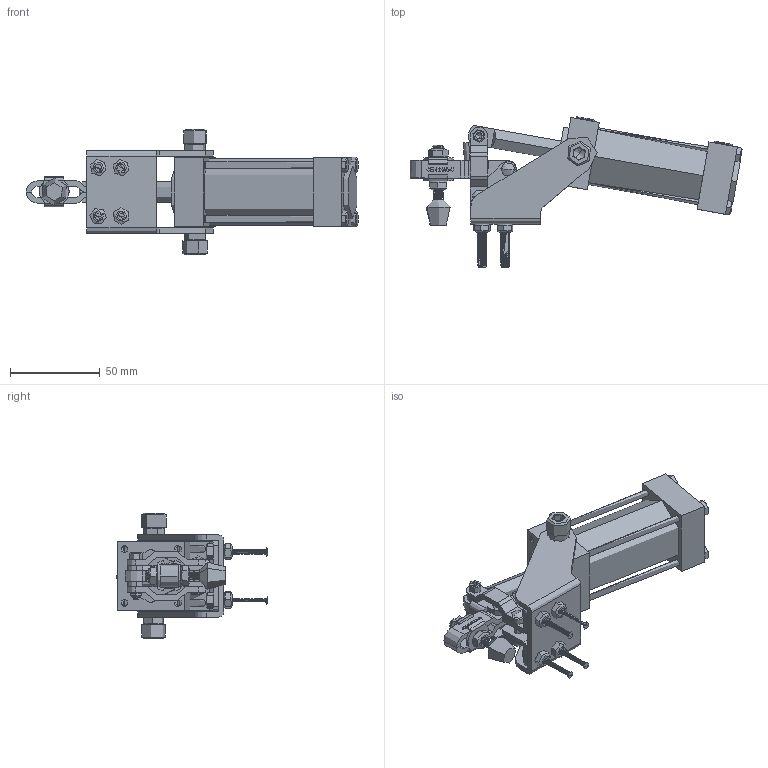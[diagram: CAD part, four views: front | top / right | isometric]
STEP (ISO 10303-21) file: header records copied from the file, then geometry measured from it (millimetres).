
FILE_DESCRIPTION (( 'STEP AP203' ), '1' );
FILE_NAME ('CH-12050-UA.STEP', '2024-04-22T10:00:54', ( 'User' ), ( 'china' ), 'SwSTEP 2.0', 'SolidWorks 2018', '' );
FILE_SCHEMA (( 'CONFIG_CONTROL_DESIGN' ));
Length unit declared in the file: millimetre
Products named in the file (57): M5; 12RIVET; CH-FC-14134; 1-4; M4NUT; CH-12050-A-04; Air cylinder-2; CH-36003-A-03; CH-12050-A-01; G18黑; M4-24; Air cylinder-3; M8-15; CH-12050-01; M5-30; CH-12050-UA; CH-12050-A-05; 18RIVET; Air cylinder-1; CH-12050-UA U-BAR; CH-FW-141
Assembly tree (55 placements, depth 2):
  12RIVET
  CH-12050-A-04
  CH-36003-A-03
  CH-36003-A-03
  CH-12050-UA
    CH-12050-A-01
    CH-12050-01
    CH-12050-A-05
    18RIVET
    12RIVET  x2
    CH-FC-14134
    CH-36003-A-03  x2
    M5-30  x4
    M5  x4
    Air cylinder-1
    M4NUT
    M4-24
    M8-15  x2
    Air cylinder-2
    Air cylinder-3  x4
    CH-12050-UA U-BAR
    CH-FW-141  x2
    CH-12050-A-04
    1-4  x2
    G18黑  x2
Bounding box: 184.65 x 83.58 x 70 mm (x, y, z)
Volume: 158485.9 mm3; surface area: 70966.1 mm2
Topology: 37 solids, 39 shells, 1982 faces, 5416 edges, 3582 vertices
Faces by surface type: cylinder 1007, plane 528, bspline 227, cone 162, torus 52, sphere 6
Entity records: 79439 total; most frequent: CARTESIAN_POINT 43773, ORIENTED_EDGE 7096, DIRECTION 5092, EDGE_CURVE 3548, VERTEX_POINT 2335, AXIS2_PLACEMENT_3D 1721, LINE 1650, VECTOR 1650
